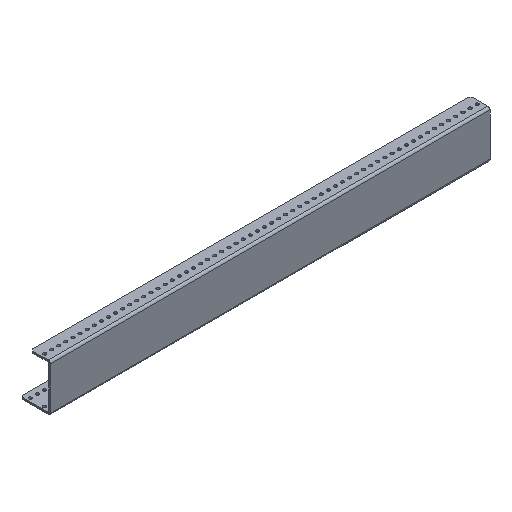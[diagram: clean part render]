
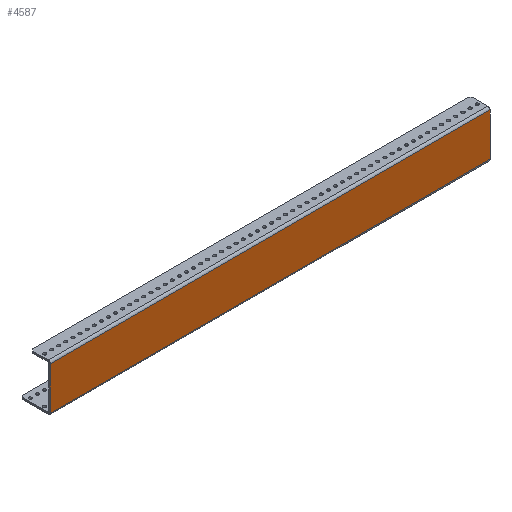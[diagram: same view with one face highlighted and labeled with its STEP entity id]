
A CAD part, isometric view. The second image highlights one B-rep face of the part: STEP entity #4587.
In plain terms, the highlighted planar face has unit normal (0, -1, 0).
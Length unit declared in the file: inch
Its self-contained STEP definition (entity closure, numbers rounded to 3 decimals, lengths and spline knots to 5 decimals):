
#88 = LINE ( 'NONE', #5132, #203 ) ;
#123 = EDGE_CURVE ( 'NONE', #5822, #6477, #917, .T. ) ;
#158 = EDGE_CURVE ( 'NONE', #479, #6477, #88, .T. ) ;
#203 = VECTOR ( 'NONE', #5108, 39.37008 ) ;
#479 = VERTEX_POINT ( 'NONE', #3203 ) ;
#531 = CARTESIAN_POINT ( 'NONE',  ( 0., 0., -3.08 ) ) ;
#888 = PLANE ( 'NONE',  #4876 ) ;
#917 = LINE ( 'NONE', #6672, #4449 ) ;
#1029 = VECTOR ( 'NONE', #5469, 39.37008 ) ;
#1291 = VERTEX_POINT ( 'NONE', #4165 ) ;
#1540 = FACE_OUTER_BOUND ( 'NONE', #4294, .T. ) ;
#2060 = LINE ( 'NONE', #2140, #1029 ) ;
#2140 = CARTESIAN_POINT ( 'NONE',  ( 0., 0., -3.08 ) ) ;
#2227 = ORIENTED_EDGE ( 'NONE', *, *, #123, .T. ) ;
#2359 = DIRECTION ( 'NONE',  ( 0., -1., 0. ) ) ;
#2655 = CARTESIAN_POINT ( 'NONE',  ( 31., 0., -0.03 ) ) ;
#3203 = CARTESIAN_POINT ( 'NONE',  ( 31., 0., -0.03 ) ) ;
#3427 = VECTOR ( 'NONE', #4357, 39.37008 ) ;
#4163 = CARTESIAN_POINT ( 'NONE',  ( 0., 0., -3.05 ) ) ;
#4165 = CARTESIAN_POINT ( 'NONE',  ( 0., 0., -0.03 ) ) ;
#4294 = EDGE_LOOP ( 'NONE', ( #4604, #4664, #5916, #2227 ) ) ;
#4357 = DIRECTION ( 'NONE',  ( -1., 0., 0. ) ) ;
#4449 = VECTOR ( 'NONE', #4569, 39.37008 ) ;
#4569 = DIRECTION ( 'NONE',  ( 1., 0., 0. ) ) ;
#4587 = ADVANCED_FACE ( 'NONE', ( #1540 ), #888, .T. ) ;
#4604 = ORIENTED_EDGE ( 'NONE', *, *, #158, .F. ) ;
#4664 = ORIENTED_EDGE ( 'NONE', *, *, #6030, .T. ) ;
#4876 = AXIS2_PLACEMENT_3D ( 'NONE', #531, #2359, #5371 ) ;
#4962 = CARTESIAN_POINT ( 'NONE',  ( 31., 0., -3.05 ) ) ;
#5108 = DIRECTION ( 'NONE',  ( 0., 0., -1. ) ) ;
#5132 = CARTESIAN_POINT ( 'NONE',  ( 31., 0., -3.08 ) ) ;
#5371 = DIRECTION ( 'NONE',  ( 0., 0., -1. ) ) ;
#5469 = DIRECTION ( 'NONE',  ( 0., 0., 1. ) ) ;
#5822 = VERTEX_POINT ( 'NONE', #4163 ) ;
#5916 = ORIENTED_EDGE ( 'NONE', *, *, #6487, .F. ) ;
#6010 = LINE ( 'NONE', #2655, #3427 ) ;
#6030 = EDGE_CURVE ( 'NONE', #479, #1291, #6010, .T. ) ;
#6477 = VERTEX_POINT ( 'NONE', #4962 ) ;
#6487 = EDGE_CURVE ( 'NONE', #5822, #1291, #2060, .T. ) ;
#6672 = CARTESIAN_POINT ( 'NONE',  ( 0., 0., -3.05 ) ) ;
